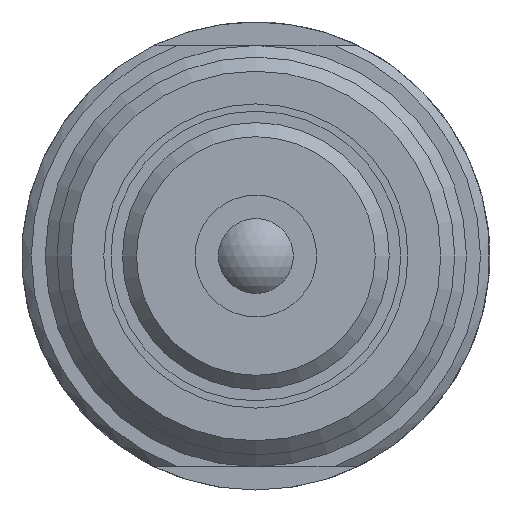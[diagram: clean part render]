
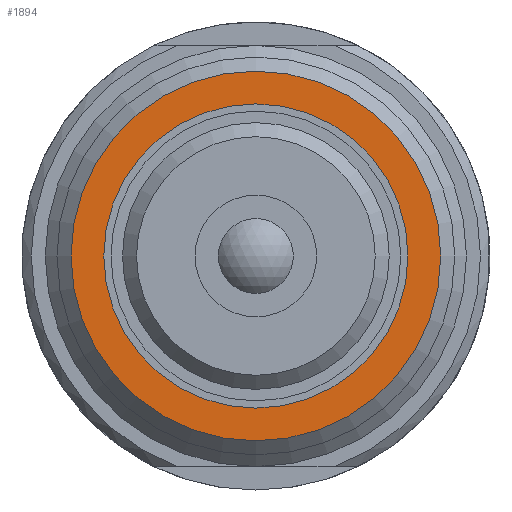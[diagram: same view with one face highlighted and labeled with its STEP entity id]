
A CAD part, left-side view. The second image highlights one B-rep face of the part: STEP entity #1894.
In plain terms, the highlighted planar face has unit normal (-1, 0, 0).
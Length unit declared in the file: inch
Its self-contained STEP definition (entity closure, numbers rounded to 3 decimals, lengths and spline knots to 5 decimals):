
#39 = DIRECTION ( 'NONE',  ( 0., 0., -1. ) ) ;
#107 = EDGE_CURVE ( 'NONE', #1097, #1097, #1198, .T. ) ;
#365 = ORIENTED_EDGE ( 'NONE', *, *, #669, .F. ) ;
#394 = AXIS2_PLACEMENT_3D ( 'NONE', #1756, #988, #39 ) ;
#482 = VERTEX_POINT ( 'NONE', #1197 ) ;
#669 = EDGE_CURVE ( 'NONE', #482, #482, #907, .T. ) ;
#743 = DIRECTION ( 'NONE',  ( 0., 0., 1. ) ) ;
#795 = EDGE_LOOP ( 'NONE', ( #1665 ) ) ;
#907 = CIRCLE ( 'NONE', #1316, 0.12795 ) ;
#988 = DIRECTION ( 'NONE',  ( 1., 0., 0. ) ) ;
#1067 = CARTESIAN_POINT ( 'NONE',  ( 0.15945, 0., 0. ) ) ;
#1097 = VERTEX_POINT ( 'NONE', #1510 ) ;
#1138 = AXIS2_PLACEMENT_3D ( 'NONE', #1206, #1202, #743 ) ;
#1197 = CARTESIAN_POINT ( 'NONE',  ( 0.15945, 0., 0.12795 ) ) ;
#1198 = CIRCLE ( 'NONE', #1138, 0.15551 ) ;
#1202 = DIRECTION ( 'NONE',  ( -1., 0., 0. ) ) ;
#1206 = CARTESIAN_POINT ( 'NONE',  ( 0.15945, 0., 0. ) ) ;
#1224 = DIRECTION ( 'NONE',  ( -1., 0., 0. ) ) ;
#1312 = PLANE ( 'NONE',  #394 ) ;
#1315 = EDGE_LOOP ( 'NONE', ( #365 ) ) ;
#1316 = AXIS2_PLACEMENT_3D ( 'NONE', #1067, #1224, #2016 ) ;
#1333 = FACE_BOUND ( 'NONE', #1315, .T. ) ;
#1510 = CARTESIAN_POINT ( 'NONE',  ( 0.15945, 0., 0.15551 ) ) ;
#1665 = ORIENTED_EDGE ( 'NONE', *, *, #107, .T. ) ;
#1706 = FACE_OUTER_BOUND ( 'NONE', #795, .T. ) ;
#1756 = CARTESIAN_POINT ( 'NONE',  ( 0.15945, 0.12795, 0. ) ) ;
#1894 = ADVANCED_FACE ( 'NONE', ( #1333, #1706 ), #1312, .F. ) ;
#2016 = DIRECTION ( 'NONE',  ( 0., 0., 1. ) ) ;
